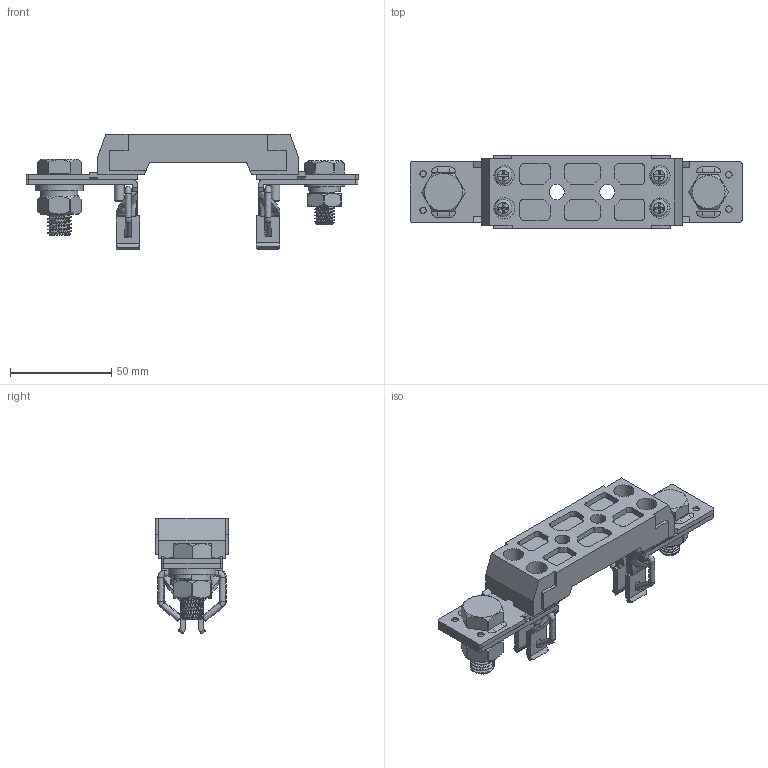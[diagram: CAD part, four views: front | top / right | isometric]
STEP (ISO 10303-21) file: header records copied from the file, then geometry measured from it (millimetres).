
FILE_DESCRIPTION(/* description */ (''),/* implementation_level */ '2;1');
FILE_NAME(/* name */ 'CRT16-00 600座.stp',/* time_stamp */ '2025-03-14T10:56:54+08:00',/* author */ (''),/* organization */ (''),/* preprocessor_version */ 'ST-DEVELOPER v16',/* originating_system */ 'SIEMENS PLM Software NX 10.0',/* authorisation */ '');
FILE_SCHEMA (('CONFIG_CONTROL_DESIGN'));
Length unit declared in the file: millimetre
Products named in the file (1): crt
Bounding box: 164.05 x 36.06 x 57.2 mm (x, y, z)
Volume: 81103.6 mm3; surface area: 47445.8 mm2
Topology: 29 solids, 29 shells, 707 faces, 1766 edges, 1156 vertices
Faces by surface type: plane 395, cylinder 178, bspline 68, cone 28, torus 20, sphere 16, extrusion 2
Full cylindrical faces by diameter (mm): 3.2 x4, 3.3 x2, 4.2 x10, 4.3 x4, 4.5 x4, 4.8 x8, 5.5 x7, 6 x4, 6.2 x4, 7.5 x2, 8.5 x4, 9.5 x4, 10 x3, 10.4 x1, 10.5 x1, 12.5 x4, 13 x1, 15 x2, 20 x1, 23.5 x1
Entity records: 30098 total; most frequent: CARTESIAN_POINT 14114, ORIENTED_EDGE 3202, DIRECTION 3064, EDGE_CURVE 1601, VERTEX_POINT 1129, AXIS2_PLACEMENT_3D 1077, EDGE_LOOP 940, VECTOR 910
